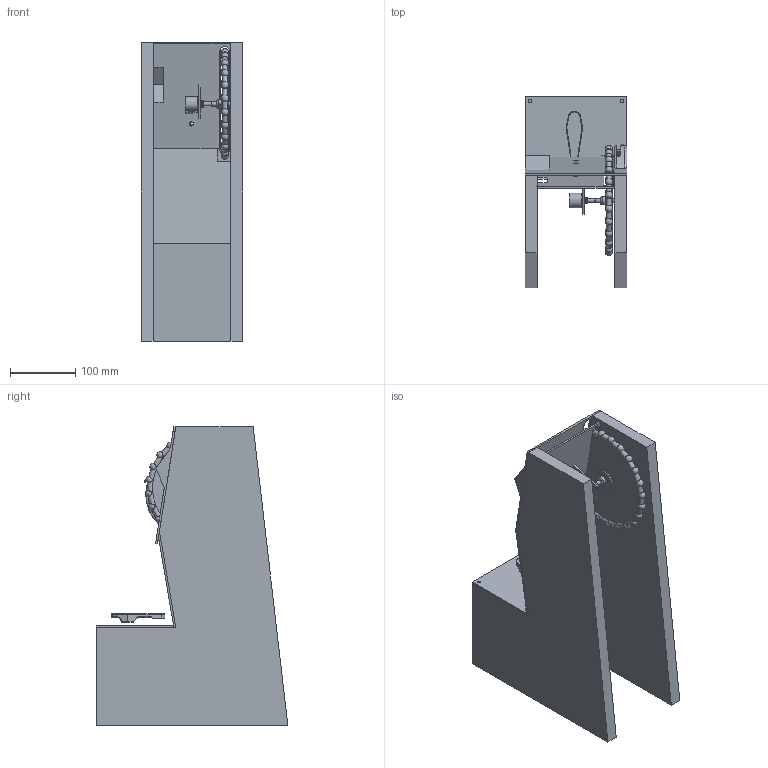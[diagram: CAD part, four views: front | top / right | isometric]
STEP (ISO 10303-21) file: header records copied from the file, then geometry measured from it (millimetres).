
FILE_DESCRIPTION(/* description */ (''),/* implementation_level */ '2;1');
FILE_NAME(/* name */ 'Pedestal Top Assembly v15.step',/* time_stamp */ '2022-08-23T23:20:38-06:00',/* author */ (''),/* organization */ (''),/* preprocessor_version */ 'ST-DEVELOPER v19',/* originating_system */ 'Autodesk Translation Framework v11.7.0.108',/* authorisation */ '');
FILE_SCHEMA (('AUTOMOTIVE_DESIGN { 1 0 10303 214 3 1 1 }'));
Length unit declared in the file: millimetre
Products named in the file (20): Pedestal Top Assembly; Fuel Selector; Panel; Selector Handle; Switch Top; Switch Botom; Pedestal; Pedestal Frame; Front; Right; Left; Pedestal Covers; Mid; 172 Project Trim Wheel V2; OEM Trim Wheel Only; Accessories; Front Panel; Text; Back Panel; 10 turn potentiometer
Assembly tree (19 placements, depth 4):
  Pedestal Top Assembly
    Fuel Selector
      Panel
      Selector Handle
      Switch Top
      Switch Botom
    Pedestal
      Pedestal Frame
        Front
        Right
        Left
      Pedestal Covers
        Mid
    172 Project Trim Wheel V2
      OEM Trim Wheel Only
        Accessories
      Front Panel
        Text
      Back Panel
      10 turn potentiometer
Bounding box: 155.58 x 293.27 x 456.81 mm (x, y, z)
Volume: 3968157.8 mm3; surface area: 712496.5 mm2
Topology: 35 solids, 35 shells, 723 faces, 1847 edges, 1222 vertices
Faces by surface type: plane 334, bspline 225, cylinder 104, sphere 30, cone 18, torus 12
Full cylindrical faces by diameter (mm): 2.4 x6, 3 x6, 5 x4, 6.3 x1, 6.35 x5, 6.45 x1, 6.55 x2, 8.89 x1, 9.5 x6, 10 x1, 10.12 x1, 12.7 x1, 12.75 x1, 22 x1, 32 x1, 147.914 x1
Entity records: 38423 total; most frequent: CARTESIAN_POINT 21595, ORIENTED_EDGE 3694, DIRECTION 2667, EDGE_CURVE 1847, VERTEX_POINT 1222, LINE 997, VECTOR 997, AXIS2_PLACEMENT_3D 835
